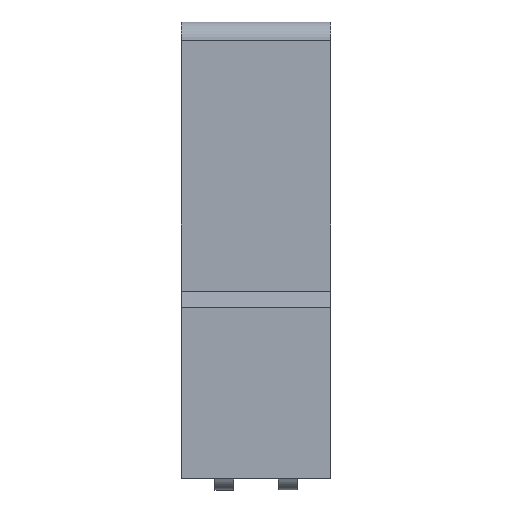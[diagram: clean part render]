
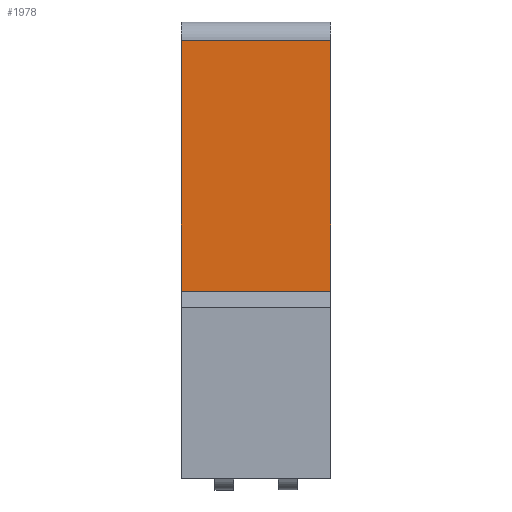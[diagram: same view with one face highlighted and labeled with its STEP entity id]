
A CAD part, front view. The second image highlights one B-rep face of the part: STEP entity #1978.
In plain terms, the highlighted planar face has unit normal (0, -1, 0).
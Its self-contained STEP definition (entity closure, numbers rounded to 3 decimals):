
#1965=AXIS2_PLACEMENT_3D('Plane Axis2P3D',#1962,#1963,#1964) ;
#429=CARTESIAN_POINT('Vertex',(0.,1.5,10.666)) ;
#432=CARTESIAN_POINT('Line Origine',(0.,1.5,17.383)) ;
#436=CARTESIAN_POINT('Vertex',(0.,1.5,24.1)) ;
#698=CARTESIAN_POINT('Vertex',(8.,1.5,24.1)) ;
#701=CARTESIAN_POINT('Line Origine',(8.,1.5,17.383)) ;
#705=CARTESIAN_POINT('Vertex',(8.,1.5,10.666)) ;
#1950=CARTESIAN_POINT('Line Origine',(4.,1.5,10.666)) ;
#1962=CARTESIAN_POINT('Axis2P3D Location',(0.,1.5,10.666)) ;
#1967=CARTESIAN_POINT('Line Origine',(4.,1.5,24.1)) ;
#433=DIRECTION('Vector Direction',(0.,0.,1.)) ;
#702=DIRECTION('Vector Direction',(0.,0.,1.)) ;
#1951=DIRECTION('Vector Direction',(1.,0.,0.)) ;
#1963=DIRECTION('Axis2P3D Direction',(0.,1.,0.)) ;
#1964=DIRECTION('Axis2P3D XDirection',(0.,0.,1.)) ;
#1968=DIRECTION('Vector Direction',(1.,0.,0.)) ;
#434=VECTOR('Line Direction',#433,1.) ;
#703=VECTOR('Line Direction',#702,1.) ;
#1952=VECTOR('Line Direction',#1951,1.) ;
#1969=VECTOR('Line Direction',#1968,1.) ;
#1973=ORIENTED_EDGE('',*,*,#1971,.F.) ;
#1974=ORIENTED_EDGE('',*,*,#438,.T.) ;
#1975=ORIENTED_EDGE('',*,*,#1954,.T.) ;
#1976=ORIENTED_EDGE('',*,*,#707,.F.) ;
#1978=ADVANCED_FACE('V1',(#1977),#1966,.F.) ;
#438=EDGE_CURVE('',#437,#430,#435,.F.) ;
#707=EDGE_CURVE('',#699,#706,#704,.F.) ;
#1954=EDGE_CURVE('',#430,#706,#1953,.T.) ;
#1971=EDGE_CURVE('',#437,#699,#1970,.T.) ;
#1972=EDGE_LOOP('',(#1973,#1974,#1975,#1976)) ;
#1977=FACE_OUTER_BOUND('',#1972,.T.) ;
#435=LINE('Line',#432,#434) ;
#704=LINE('Line',#701,#703) ;
#1953=LINE('Line',#1950,#1952) ;
#1970=LINE('Line',#1967,#1969) ;
#1966=PLANE('',#1965) ;
#430=VERTEX_POINT('',#429) ;
#437=VERTEX_POINT('',#436) ;
#699=VERTEX_POINT('',#698) ;
#706=VERTEX_POINT('',#705) ;
